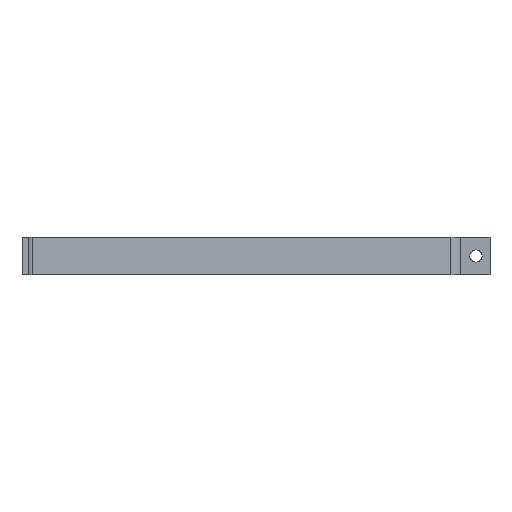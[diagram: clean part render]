
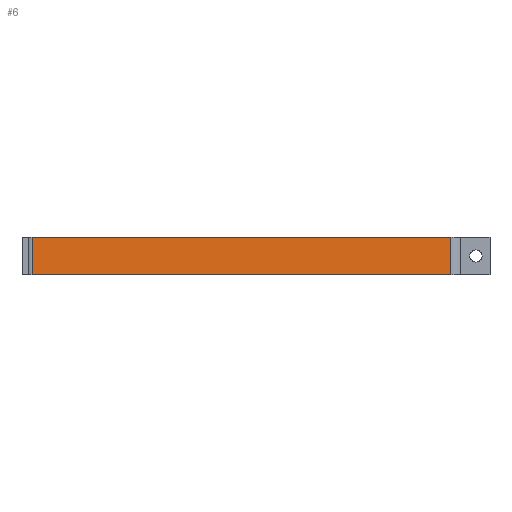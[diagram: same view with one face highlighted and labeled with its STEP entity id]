
A CAD part, front view. The second image highlights one B-rep face of the part: STEP entity #6.
In plain terms, the highlighted planar face has unit normal (0.707, -0.707, 0).
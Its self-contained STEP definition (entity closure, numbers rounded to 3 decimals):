
#6 = ADVANCED_FACE ( 'NONE', ( #444 ), #248, .F. ) ;
#234 = DIRECTION ( 'NONE',  ( 0.707, 0.707, 0. ) ) ;
#236 = DIRECTION ( 'NONE',  ( -0.707, -0.707, 0. ) ) ;
#237 = DIRECTION ( 'NONE',  ( 0., 0., -1. ) ) ;
#241 = CARTESIAN_POINT ( 'NONE',  ( 458.299, 489.107, 40. ) ) ;
#242 = DIRECTION ( 'NONE',  ( -0.707, 0.707, 0. ) ) ;
#246 = CARTESIAN_POINT ( 'NONE',  ( 458.299, 489.107, 40. ) ) ;
#248 = PLANE ( 'NONE',  #530 ) ;
#249 = CARTESIAN_POINT ( 'NONE',  ( 458.299, 489.107, 0. ) ) ;
#254 = DIRECTION ( 'NONE',  ( 0.707, 0.707, 0. ) ) ;
#258 = CARTESIAN_POINT ( 'NONE',  ( 10.893, 41.701, 40. ) ) ;
#266 = DIRECTION ( 'NONE',  ( 0., 0., -1. ) ) ;
#289 = CARTESIAN_POINT ( 'NONE',  ( 458.299, 489.107, 40. ) ) ;
#305 = CARTESIAN_POINT ( 'NONE',  ( 458.299, 489.107, 40. ) ) ;
#308 = CARTESIAN_POINT ( 'NONE',  ( 458.299, 489.107, 0. ) ) ;
#310 = CARTESIAN_POINT ( 'NONE',  ( 10.893, 41.701, 40. ) ) ;
#315 = CARTESIAN_POINT ( 'NONE',  ( 10.893, 41.701, 0. ) ) ;
#329 = ORIENTED_EDGE ( 'NONE', *, *, #546, .T. ) ;
#330 = ORIENTED_EDGE ( 'NONE', *, *, #547, .F. ) ;
#331 = ORIENTED_EDGE ( 'NONE', *, *, #548, .F. ) ;
#332 = ORIENTED_EDGE ( 'NONE', *, *, #544, .T. ) ;
#388 = VECTOR ( 'NONE', #234, 1000. ) ;
#390 = VECTOR ( 'NONE', #237, 1000. ) ;
#392 = VECTOR ( 'NONE', #254, 1000. ) ;
#393 = LINE ( 'NONE', #241, #390 ) ;
#394 = LINE ( 'NONE', #249, #392 ) ;
#395 = VECTOR ( 'NONE', #266, 1000. ) ;
#396 = LINE ( 'NONE', #246, #388 ) ;
#397 = LINE ( 'NONE', #258, #395 ) ;
#444 = FACE_OUTER_BOUND ( 'NONE', #466, .T. ) ;
#466 = EDGE_LOOP ( 'NONE', ( #329, #330, #331, #332 ) ) ;
#471 = VERTEX_POINT ( 'NONE', #315 ) ;
#479 = VERTEX_POINT ( 'NONE', #310 ) ;
#481 = VERTEX_POINT ( 'NONE', #308 ) ;
#484 = VERTEX_POINT ( 'NONE', #305 ) ;
#530 = AXIS2_PLACEMENT_3D ( 'NONE', #289, #242, #236 ) ;
#544 = EDGE_CURVE ( 'NONE', #479, #471, #397, .T. ) ;
#546 = EDGE_CURVE ( 'NONE', #471, #481, #394, .T. ) ;
#547 = EDGE_CURVE ( 'NONE', #484, #481, #393, .T. ) ;
#548 = EDGE_CURVE ( 'NONE', #479, #484, #396, .T. ) ;
